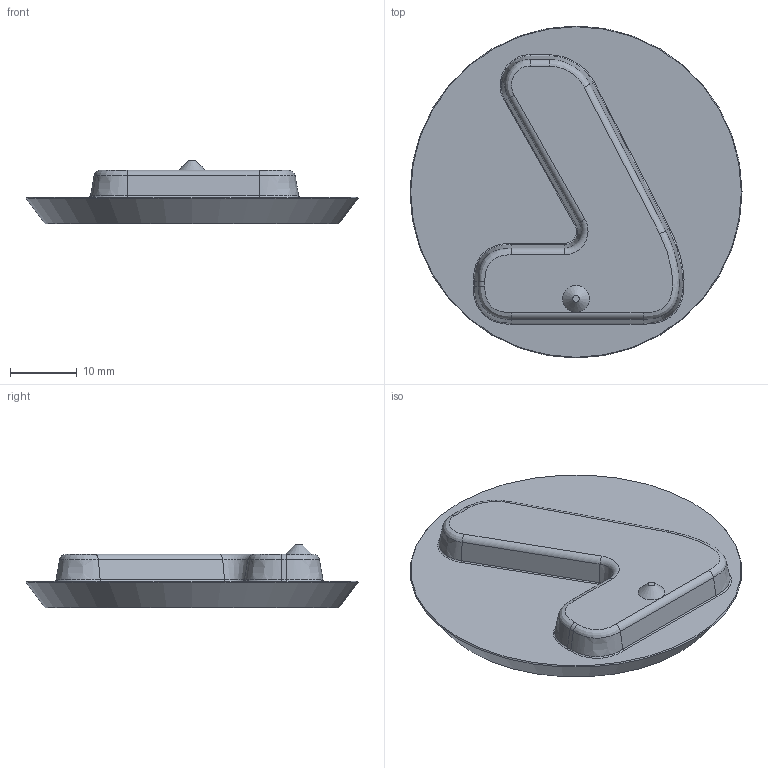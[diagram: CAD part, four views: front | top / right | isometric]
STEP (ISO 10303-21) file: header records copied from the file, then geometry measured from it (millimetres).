
FILE_DESCRIPTION(/* description */ (''),/* implementation_level */ '2;1');
FILE_NAME(/* name */ 'INSERT N7.step',/* time_stamp */ '2024-06-30T17:59:59+02:00',/* author */ (''),/* organization */ (''),/* preprocessor_version */ 'ST-DEVELOPER v20',/* originating_system */ 'Autodesk Translation Framework v13.14.0.145',/* authorisation */ '');
FILE_SCHEMA (('AUTOMOTIVE_DESIGN { 1 0 10303 214 3 1 1 }'));
Length unit declared in the file: millimetre
Products named in the file (1): INSERTI NUMERATI
Bounding box: 49.7 x 49.7 x 9.5 mm (x, y, z)
Volume: 9682.5 mm3; surface area: 4584.1 mm2
Topology: 1 solids, 1 shells, 43 faces, 93 edges, 54 vertices
Faces by surface type: bspline 15, cylinder 12, plane 10, cone 4, torus 2
Entity records: 1814 total; most frequent: CARTESIAN_POINT 908, ORIENTED_EDGE 186, DIRECTION 165, EDGE_CURVE 93, AXIS2_PLACEMENT_3D 63, VERTEX_POINT 54, EDGE_LOOP 45, FACE_OUTER_BOUND 43
